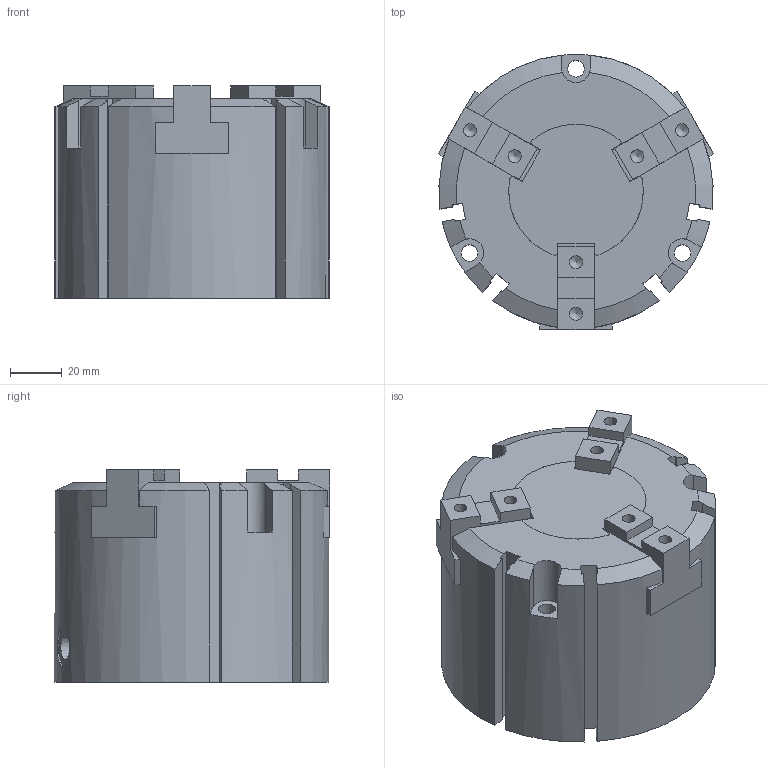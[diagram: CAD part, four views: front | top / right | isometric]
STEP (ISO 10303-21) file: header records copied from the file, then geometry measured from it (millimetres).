
FILE_DESCRIPTION(/* description */ (' '),/* implementation_level */ '2;1');
FILE_NAME(/* name */ 'YMP50-80.stp',/* time_stamp */ '2016-04-26T13:56:28+02:00',/* author */ ('Boceda'),/* organization */ (''),/* preprocessor_version */ 'ST-DEVELOPER v16.1',/* originating_system */ 'Autodesk Inventor 2016',/* authorisation */ '');
FILE_SCHEMA (('AUTOMOTIVE_DESIGN { 1 0 10303 214 3 1 1 }'));
Length unit declared in the file: millimetre
Products named in the file (1): YMP50-80
Bounding box: 106.32 x 106.3 x 82 mm (x, y, z)
Volume: 633466.3 mm3; surface area: 59496.3 mm2
Topology: 1 solids, 1 shells, 193 faces, 524 edges, 343 vertices
Faces by surface type: plane 123, cylinder 47, cone 23
Full cylindrical faces by diameter (mm): 1.8 x2, 5 x9, 6 x1, 6.5 x3, 8.433 x2, 15 x2, 85.5 x1
Entity records: 5947 total; most frequent: CARTESIAN_POINT 1187, DIRECTION 966, ORIENTED_EDGE 964, EDGE_CURVE 482, VERTEX_POINT 334, AXIS2_PLACEMENT_3D 326, LINE 314, VECTOR 314
